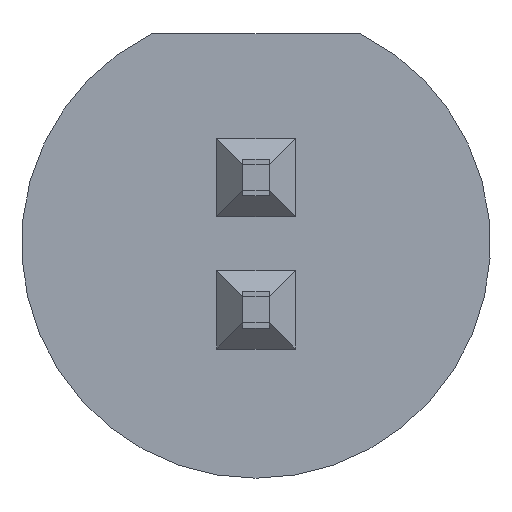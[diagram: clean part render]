
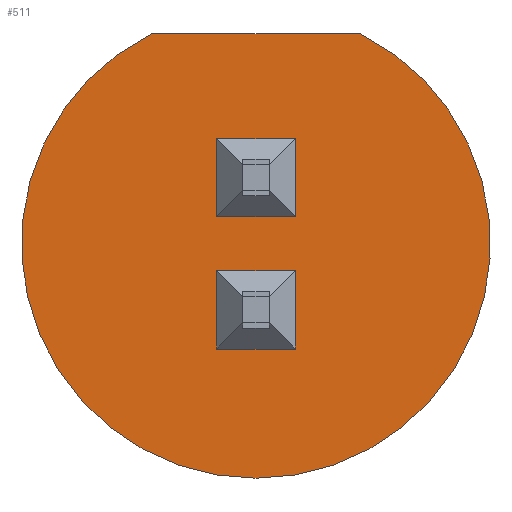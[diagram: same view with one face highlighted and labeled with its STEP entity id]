
A CAD part, front view. The second image highlights one B-rep face of the part: STEP entity #511.
In plain terms, the highlighted planar face has unit normal (0, -1, 0).
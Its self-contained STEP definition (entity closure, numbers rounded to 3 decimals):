
#20 = LINE ( 'NONE', #1480, #137 ) ;
#36 = VECTOR ( 'NONE', #1164, 1000. ) ;
#74 = CARTESIAN_POINT ( 'NONE',  ( 0., 0., 0. ) ) ;
#82 = CIRCLE ( 'NONE', #185, 4.5 ) ;
#84 = DIRECTION ( 'NONE',  ( -1., 0., 0. ) ) ;
#116 = DIRECTION ( 'NONE',  ( 0., 0., 1. ) ) ;
#137 = VECTOR ( 'NONE', #84, 1000. ) ;
#185 = AXIS2_PLACEMENT_3D ( 'NONE', #74, #658, #1003 ) ;
#234 = EDGE_LOOP ( 'NONE', ( #1105, #866, #744, #832 ) ) ;
#237 = CARTESIAN_POINT ( 'NONE',  ( 0.75, 0., -2.02 ) ) ;
#299 = CARTESIAN_POINT ( 'NONE',  ( -0.75, 0., 0.52 ) ) ;
#306 = DIRECTION ( 'NONE',  ( 0., 0., -1. ) ) ;
#379 = DIRECTION ( 'NONE',  ( -1., 0., 0. ) ) ;
#396 = CARTESIAN_POINT ( 'NONE',  ( -2.002, 0., 4.03 ) ) ;
#404 = EDGE_LOOP ( 'NONE', ( #1016, #836, #490, #459 ) ) ;
#410 = VECTOR ( 'NONE', #878, 1000. ) ;
#412 = VECTOR ( 'NONE', #379, 1000. ) ;
#429 = CARTESIAN_POINT ( 'NONE',  ( 0., 0., 0. ) ) ;
#445 = CARTESIAN_POINT ( 'NONE',  ( 0.75, 0., -0.52 ) ) ;
#459 = ORIENTED_EDGE ( 'NONE', *, *, #824, .F. ) ;
#469 = PLANE ( 'NONE',  #1311 ) ;
#490 = ORIENTED_EDGE ( 'NONE', *, *, #1024, .F. ) ;
#500 = DIRECTION ( 'NONE',  ( 0., 0., 1. ) ) ;
#508 = VERTEX_POINT ( 'NONE', #724 ) ;
#511 = ADVANCED_FACE ( 'NONE', ( #1271, #589, #1438 ), #469, .F. ) ;
#514 = DIRECTION ( 'NONE',  ( 1., 0., 0. ) ) ;
#541 = VERTEX_POINT ( 'NONE', #1027 ) ;
#577 = VERTEX_POINT ( 'NONE', #237 ) ;
#589 = FACE_BOUND ( 'NONE', #404, .T. ) ;
#602 = LINE ( 'NONE', #1237, #1488 ) ;
#630 = VERTEX_POINT ( 'NONE', #1427 ) ;
#634 = VERTEX_POINT ( 'NONE', #741 ) ;
#652 = DIRECTION ( 'NONE',  ( 0., 0., -1. ) ) ;
#658 = DIRECTION ( 'NONE',  ( 0., 1., 0. ) ) ;
#699 = ORIENTED_EDGE ( 'NONE', *, *, #790, .F. ) ;
#724 = CARTESIAN_POINT ( 'NONE',  ( 0., 0., -4.5 ) ) ;
#741 = CARTESIAN_POINT ( 'NONE',  ( -0.75, 0., 2.02 ) ) ;
#744 = ORIENTED_EDGE ( 'NONE', *, *, #806, .F. ) ;
#759 = DIRECTION ( 'NONE',  ( 1., 0., 0. ) ) ;
#765 = CARTESIAN_POINT ( 'NONE',  ( -0.75, 0., 0. ) ) ;
#790 = EDGE_CURVE ( 'NONE', #508, #630, #82, .T. ) ;
#805 = CARTESIAN_POINT ( 'NONE',  ( 0.75, 0., 0. ) ) ;
#806 = EDGE_CURVE ( 'NONE', #1215, #901, #1225, .T. ) ;
#810 = CARTESIAN_POINT ( 'NONE',  ( 0.75, 0., 0. ) ) ;
#824 = EDGE_CURVE ( 'NONE', #1231, #541, #602, .T. ) ;
#832 = ORIENTED_EDGE ( 'NONE', *, *, #1186, .F. ) ;
#836 = ORIENTED_EDGE ( 'NONE', *, *, #967, .F. ) ;
#838 = CARTESIAN_POINT ( 'NONE',  ( 0., 0., -0.52 ) ) ;
#866 = ORIENTED_EDGE ( 'NONE', *, *, #1462, .F. ) ;
#874 = CARTESIAN_POINT ( 'NONE',  ( 2.002, 0., 4.03 ) ) ;
#876 = VECTOR ( 'NONE', #514, 1000. ) ;
#878 = DIRECTION ( 'NONE',  ( 1., 0., 0. ) ) ;
#890 = CARTESIAN_POINT ( 'NONE',  ( -0.75, 0., 0. ) ) ;
#896 = CARTESIAN_POINT ( 'NONE',  ( 0., 0., -2.02 ) ) ;
#901 = VERTEX_POINT ( 'NONE', #1142 ) ;
#911 = VECTOR ( 'NONE', #986, 1000. ) ;
#923 = CARTESIAN_POINT ( 'NONE',  ( 0., 0., 0. ) ) ;
#961 = AXIS2_PLACEMENT_3D ( 'NONE', #429, #1347, #652 ) ;
#965 = LINE ( 'NONE', #810, #36 ) ;
#967 = EDGE_CURVE ( 'NONE', #1493, #634, #20, .T. ) ;
#986 = DIRECTION ( 'NONE',  ( 0., 0., -1. ) ) ;
#993 = ORIENTED_EDGE ( 'NONE', *, *, #1472, .F. ) ;
#1003 = DIRECTION ( 'NONE',  ( 0., 0., -1. ) ) ;
#1007 = LINE ( 'NONE', #805, #1456 ) ;
#1016 = ORIENTED_EDGE ( 'NONE', *, *, #1411, .F. ) ;
#1020 = CIRCLE ( 'NONE', #961, 4.5 ) ;
#1024 = EDGE_CURVE ( 'NONE', #541, #1493, #1007, .T. ) ;
#1027 = CARTESIAN_POINT ( 'NONE',  ( 0.75, 0., 0.52 ) ) ;
#1102 = ORIENTED_EDGE ( 'NONE', *, *, #1346, .F. ) ;
#1103 = EDGE_CURVE ( 'NONE', #577, #1407, #965, .T. ) ;
#1105 = ORIENTED_EDGE ( 'NONE', *, *, #1103, .F. ) ;
#1110 = LINE ( 'NONE', #765, #1454 ) ;
#1139 = EDGE_LOOP ( 'NONE', ( #1102, #699, #993 ) ) ;
#1142 = CARTESIAN_POINT ( 'NONE',  ( -0.75, 0., -2.02 ) ) ;
#1163 = LINE ( 'NONE', #396, #876 ) ;
#1164 = DIRECTION ( 'NONE',  ( 0., 0., 1. ) ) ;
#1186 = EDGE_CURVE ( 'NONE', #1407, #1215, #1267, .T. ) ;
#1199 = LINE ( 'NONE', #896, #410 ) ;
#1212 = CARTESIAN_POINT ( 'NONE',  ( -0.75, 0., -0.52 ) ) ;
#1215 = VERTEX_POINT ( 'NONE', #1212 ) ;
#1225 = LINE ( 'NONE', #890, #911 ) ;
#1231 = VERTEX_POINT ( 'NONE', #299 ) ;
#1236 = CARTESIAN_POINT ( 'NONE',  ( 0.75, 0., 2.02 ) ) ;
#1237 = CARTESIAN_POINT ( 'NONE',  ( 0., 0., 0.52 ) ) ;
#1267 = LINE ( 'NONE', #838, #412 ) ;
#1271 = FACE_BOUND ( 'NONE', #234, .T. ) ;
#1300 = VERTEX_POINT ( 'NONE', #874 ) ;
#1311 = AXIS2_PLACEMENT_3D ( 'NONE', #923, #1386, #500 ) ;
#1346 = EDGE_CURVE ( 'NONE', #630, #1300, #1163, .T. ) ;
#1347 = DIRECTION ( 'NONE',  ( 0., 1., 0. ) ) ;
#1386 = DIRECTION ( 'NONE',  ( 0., 1., 0. ) ) ;
#1407 = VERTEX_POINT ( 'NONE', #445 ) ;
#1411 = EDGE_CURVE ( 'NONE', #634, #1231, #1110, .T. ) ;
#1427 = CARTESIAN_POINT ( 'NONE',  ( -2.002, 0., 4.03 ) ) ;
#1438 = FACE_OUTER_BOUND ( 'NONE', #1139, .T. ) ;
#1454 = VECTOR ( 'NONE', #306, 1000. ) ;
#1456 = VECTOR ( 'NONE', #116, 1000. ) ;
#1462 = EDGE_CURVE ( 'NONE', #901, #577, #1199, .T. ) ;
#1472 = EDGE_CURVE ( 'NONE', #1300, #508, #1020, .T. ) ;
#1480 = CARTESIAN_POINT ( 'NONE',  ( 0., 0., 2.02 ) ) ;
#1488 = VECTOR ( 'NONE', #759, 1000. ) ;
#1493 = VERTEX_POINT ( 'NONE', #1236 ) ;
